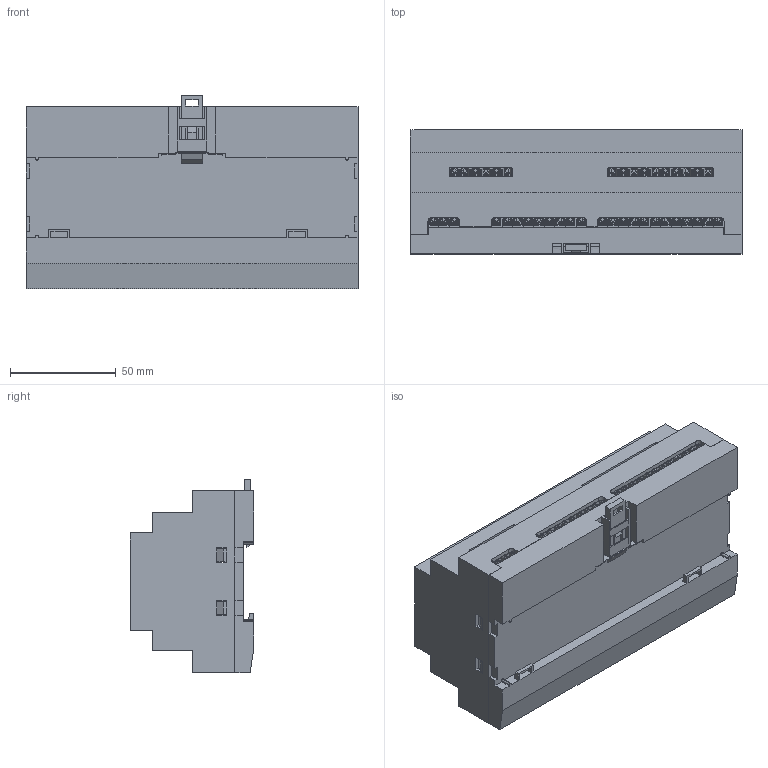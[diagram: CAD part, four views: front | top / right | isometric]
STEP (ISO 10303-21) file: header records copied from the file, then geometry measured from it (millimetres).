
FILE_DESCRIPTION (( 'STEP AP214' ), '1' );
FILE_NAME ('ÒÐÌ132_Ñáîðêà.STEP', '2015-06-07T11:57:47', ( 'Vika' ), ( '' ), 'SwSTEP 2.0', 'SolidWorks 2014', '' );
FILE_SCHEMA (( 'AUTOMOTIVE_DESIGN' ));
Length unit declared in the file: millimetre
Products named in the file (8): ÒÐÌ132_Ñáîðêà; Êëåììà íèçêàÿ_02_5ìì; ÒÐÌ_132_Øèëüäèê; Êëåììà_íèçêàÿ_01_5ìì; Çàùåëêà(Ä); RJ11; ﾒﾐﾌ_132_ﾄ; Êëåììà_íèçêàÿ_02_3.5ìì
Assembly tree (69 placements, depth 2):
  ÒÐÌ132_Ñáîðêà
    ﾒﾐﾌ_132_ﾄ
    Êëåììà_íèçêàÿ_01_5ìì  x43
    Êëåììà íèçêàÿ_02_5ìì  x16
    Êëåììà_íèçêàÿ_02_3.5ìì  x6
    RJ11
    Çàùåëêà(Ä)
    ÒÐÌ_132_Øèëüäèê
Bounding box: 157 x 58.6 x 91.31 mm (x, y, z)
Volume: 419139.8 mm3; surface area: 168652.8 mm2
Topology: 281 solids, 281 shells, 4726 faces, 11513 edges, 7644 vertices
Faces by surface type: plane 3465, cylinder 994, bspline 267
Entity records: 53360 total; most frequent: CARTESIAN_POINT 13402, ORIENTED_EDGE 8282, DIRECTION 6645, EDGE_CURVE 4141, LINE 3117, VECTOR 3117, VERTEX_POINT 2756, EDGE_LOOP 1807
